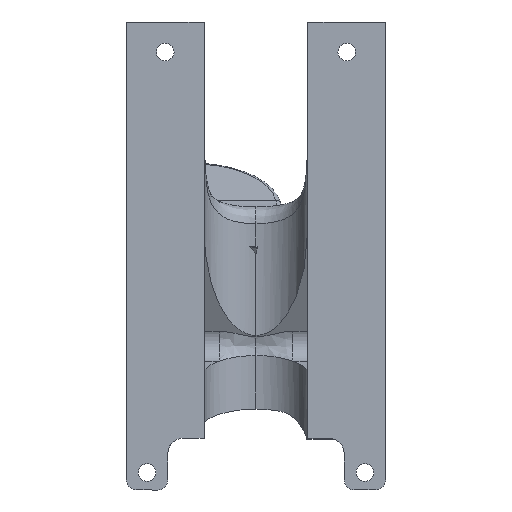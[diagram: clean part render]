
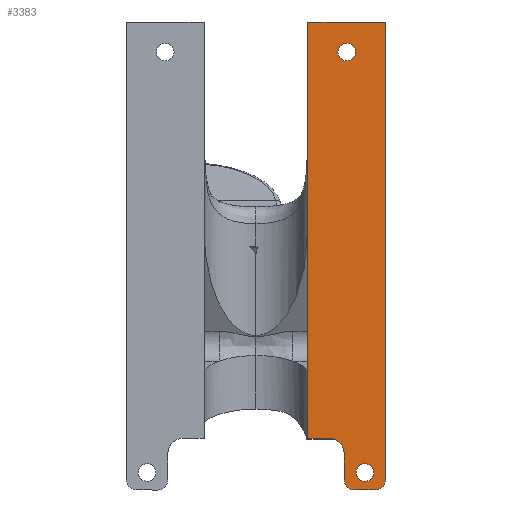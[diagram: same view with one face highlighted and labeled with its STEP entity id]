
A CAD part, front view. The second image highlights one B-rep face of the part: STEP entity #3383.
In plain terms, the highlighted planar face has unit normal (0, -1, 0).
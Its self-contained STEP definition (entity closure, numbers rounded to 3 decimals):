
#1 = DIRECTION ( 'NONE',  ( 0., 1., 0. ) ) ;
#111 = DIRECTION ( 'NONE',  ( 0., 0., 1. ) ) ;
#124 = ORIENTED_EDGE ( 'NONE', *, *, #3933, .F. ) ;
#193 = DIRECTION ( 'NONE',  ( 1., 0., 0. ) ) ;
#233 = ORIENTED_EDGE ( 'NONE', *, *, #842, .T. ) ;
#247 = CIRCLE ( 'NONE', #857, 1.7 ) ;
#267 = CARTESIAN_POINT ( 'NONE',  ( 54., 0., -25.45 ) ) ;
#276 = CARTESIAN_POINT ( 'NONE',  ( 10., 0., 62.813 ) ) ;
#307 = VERTEX_POINT ( 'NONE', #1813 ) ;
#312 = EDGE_LOOP ( 'NONE', ( #3104, #1548 ) ) ;
#503 = ORIENTED_EDGE ( 'NONE', *, *, #3410, .F. ) ;
#523 = EDGE_CURVE ( 'NONE', #307, #2522, #710, .T. ) ;
#527 = LINE ( 'NONE', #3903, #4272 ) ;
#580 = VERTEX_POINT ( 'NONE', #3057 ) ;
#600 = AXIS2_PLACEMENT_3D ( 'NONE', #1755, #3684, #784 ) ;
#640 = AXIS2_PLACEMENT_3D ( 'NONE', #3323, #4539, #4485 ) ;
#693 = DIRECTION ( 'NONE',  ( 1., 0., 0. ) ) ;
#707 = CARTESIAN_POINT ( 'NONE',  ( 52.5, 0., 57.013 ) ) ;
#710 = CIRCLE ( 'NONE', #640, 1.7 ) ;
#721 = CARTESIAN_POINT ( 'NONE',  ( 56., 0., -25.787 ) ) ;
#734 = DIRECTION ( 'NONE',  ( 0., 1., 0. ) ) ;
#784 = DIRECTION ( 'NONE',  ( 1., 0., 0. ) ) ;
#825 = VECTOR ( 'NONE', #1839, 1000. ) ;
#842 = EDGE_CURVE ( 'NONE', #2522, #307, #4395, .T. ) ;
#850 = CARTESIAN_POINT ( 'NONE',  ( 45., 0., 75.013 ) ) ;
#857 = AXIS2_PLACEMENT_3D ( 'NONE', #1056, #4719, #2848 ) ;
#889 = VERTEX_POINT ( 'NONE', #1904 ) ;
#965 = CARTESIAN_POINT ( 'NONE',  ( 54., 0., -27.45 ) ) ;
#987 = DIRECTION ( 'NONE',  ( 0., 1., 0. ) ) ;
#1013 = VECTOR ( 'NONE', #3381, 1000. ) ;
#1014 = LINE ( 'NONE', #4676, #825 ) ;
#1021 = CARTESIAN_POINT ( 'NONE',  ( 60., 0., 62.813 ) ) ;
#1034 = CIRCLE ( 'NONE', #4652, 2. ) ;
#1056 = CARTESIAN_POINT ( 'NONE',  ( 56., 0., -24.087 ) ) ;
#1132 = FACE_BOUND ( 'NONE', #3257, .T. ) ;
#1154 = LINE ( 'NONE', #4024, #1013 ) ;
#1316 = ORIENTED_EDGE ( 'NONE', *, *, #4195, .T. ) ;
#1326 = VERTEX_POINT ( 'NONE', #1452 ) ;
#1349 = CARTESIAN_POINT ( 'NONE',  ( 58., 0., -25.45 ) ) ;
#1436 = CARTESIAN_POINT ( 'NONE',  ( 52., 0., -17.45 ) ) ;
#1452 = CARTESIAN_POINT ( 'NONE',  ( 52., 0., -25.45 ) ) ;
#1468 = AXIS2_PLACEMENT_3D ( 'NONE', #4607, #2715, #4170 ) ;
#1482 = VERTEX_POINT ( 'NONE', #2662 ) ;
#1536 = CIRCLE ( 'NONE', #1468, 1.7 ) ;
#1548 = ORIENTED_EDGE ( 'NONE', *, *, #3062, .F. ) ;
#1636 = VERTEX_POINT ( 'NONE', #3531 ) ;
#1688 = ORIENTED_EDGE ( 'NONE', *, *, #1903, .T. ) ;
#1755 = CARTESIAN_POINT ( 'NONE',  ( 49., 0., -20.45 ) ) ;
#1813 = CARTESIAN_POINT ( 'NONE',  ( 54.2, 0., 57.013 ) ) ;
#1839 = DIRECTION ( 'NONE',  ( 1., 0., 0. ) ) ;
#1855 = DIRECTION ( 'NONE',  ( -1., 0., 0. ) ) ;
#1873 = PLANE ( 'NONE',  #2478 ) ;
#1898 = DIRECTION ( 'NONE',  ( 0., 1., 0. ) ) ;
#1903 = EDGE_CURVE ( 'NONE', #889, #3801, #1014, .T. ) ;
#1904 = CARTESIAN_POINT ( 'NONE',  ( 45., 0., -17.45 ) ) ;
#1925 = DIRECTION ( 'NONE',  ( 0., 0., -1. ) ) ;
#1964 = EDGE_CURVE ( 'NONE', #1636, #3801, #4595, .T. ) ;
#1993 = ORIENTED_EDGE ( 'NONE', *, *, #4309, .F. ) ;
#2050 = CARTESIAN_POINT ( 'NONE',  ( 50.8, 0., 57.013 ) ) ;
#2115 = DIRECTION ( 'NONE',  ( 1., 0., 0. ) ) ;
#2120 = ORIENTED_EDGE ( 'NONE', *, *, #2277, .T. ) ;
#2204 = EDGE_CURVE ( 'NONE', #1482, #3878, #1034, .T. ) ;
#2277 = EDGE_CURVE ( 'NONE', #1636, #1326, #4736, .T. ) ;
#2478 = AXIS2_PLACEMENT_3D ( 'NONE', #3360, #1898, #2997 ) ;
#2522 = VERTEX_POINT ( 'NONE', #2050 ) ;
#2662 = CARTESIAN_POINT ( 'NONE',  ( 60., 0., -25.45 ) ) ;
#2691 = LINE ( 'NONE', #850, #4318 ) ;
#2715 = DIRECTION ( 'NONE',  ( 0., -1., 0. ) ) ;
#2724 = VERTEX_POINT ( 'NONE', #721 ) ;
#2848 = DIRECTION ( 'NONE',  ( 0., 0., -1. ) ) ;
#2896 = VECTOR ( 'NONE', #3690, 1000. ) ;
#2924 = FACE_BOUND ( 'NONE', #312, .T. ) ;
#2997 = DIRECTION ( 'NONE',  ( 1., 0., 0. ) ) ;
#3057 = CARTESIAN_POINT ( 'NONE',  ( 56., 0., -22.387 ) ) ;
#3062 = EDGE_CURVE ( 'NONE', #580, #2724, #1536, .T. ) ;
#3095 = EDGE_CURVE ( 'NONE', #889, #3855, #2691, .T. ) ;
#3104 = ORIENTED_EDGE ( 'NONE', *, *, #3667, .F. ) ;
#3139 = EDGE_LOOP ( 'NONE', ( #3375, #1688, #3803, #2120, #1993, #1316, #3713, #503, #124 ) ) ;
#3161 = VERTEX_POINT ( 'NONE', #1021 ) ;
#3257 = EDGE_LOOP ( 'NONE', ( #3658, #233 ) ) ;
#3275 = VECTOR ( 'NONE', #1925, 1000. ) ;
#3323 = CARTESIAN_POINT ( 'NONE',  ( 52.5, 0., 57.013 ) ) ;
#3360 = CARTESIAN_POINT ( 'NONE',  ( 10., 0., 75.013 ) ) ;
#3375 = ORIENTED_EDGE ( 'NONE', *, *, #3095, .F. ) ;
#3381 = DIRECTION ( 'NONE',  ( 0., 0., -1. ) ) ;
#3383 = ADVANCED_FACE ( 'NONE', ( #1132, #3648, #2924 ), #1873, .F. ) ;
#3410 = EDGE_CURVE ( 'NONE', #3161, #1482, #1154, .T. ) ;
#3531 = CARTESIAN_POINT ( 'NONE',  ( 52., 0., -20.45 ) ) ;
#3648 = FACE_OUTER_BOUND ( 'NONE', #3139, .T. ) ;
#3658 = ORIENTED_EDGE ( 'NONE', *, *, #523, .T. ) ;
#3667 = EDGE_CURVE ( 'NONE', #2724, #580, #247, .T. ) ;
#3684 = DIRECTION ( 'NONE',  ( 0., -1., 0. ) ) ;
#3690 = DIRECTION ( 'NONE',  ( 1., 0., 0. ) ) ;
#3713 = ORIENTED_EDGE ( 'NONE', *, *, #2204, .F. ) ;
#3801 = VERTEX_POINT ( 'NONE', #4582 ) ;
#3803 = ORIENTED_EDGE ( 'NONE', *, *, #1964, .F. ) ;
#3855 = VERTEX_POINT ( 'NONE', #4220 ) ;
#3878 = VERTEX_POINT ( 'NONE', #4145 ) ;
#3903 = CARTESIAN_POINT ( 'NONE',  ( 60., 0., -27.45 ) ) ;
#3933 = EDGE_CURVE ( 'NONE', #3855, #3161, #4398, .T. ) ;
#3970 = AXIS2_PLACEMENT_3D ( 'NONE', #267, #1, #693 ) ;
#4024 = CARTESIAN_POINT ( 'NONE',  ( 60., 0., 75.013 ) ) ;
#4087 = AXIS2_PLACEMENT_3D ( 'NONE', #707, #734, #1855 ) ;
#4145 = CARTESIAN_POINT ( 'NONE',  ( 58., 0., -27.45 ) ) ;
#4170 = DIRECTION ( 'NONE',  ( 0., 0., -1. ) ) ;
#4195 = EDGE_CURVE ( 'NONE', #4254, #3878, #527, .T. ) ;
#4220 = CARTESIAN_POINT ( 'NONE',  ( 45., 0., 62.813 ) ) ;
#4254 = VERTEX_POINT ( 'NONE', #965 ) ;
#4272 = VECTOR ( 'NONE', #193, 1000. ) ;
#4309 = EDGE_CURVE ( 'NONE', #4254, #1326, #4419, .T. ) ;
#4318 = VECTOR ( 'NONE', #111, 1000. ) ;
#4395 = CIRCLE ( 'NONE', #4087, 1.7 ) ;
#4398 = LINE ( 'NONE', #276, #2896 ) ;
#4419 = CIRCLE ( 'NONE', #3970, 2. ) ;
#4485 = DIRECTION ( 'NONE',  ( -1., 0., 0. ) ) ;
#4539 = DIRECTION ( 'NONE',  ( 0., 1., 0. ) ) ;
#4582 = CARTESIAN_POINT ( 'NONE',  ( 49., 0., -17.45 ) ) ;
#4595 = CIRCLE ( 'NONE', #600, 3. ) ;
#4607 = CARTESIAN_POINT ( 'NONE',  ( 56., 0., -24.087 ) ) ;
#4652 = AXIS2_PLACEMENT_3D ( 'NONE', #1349, #987, #2115 ) ;
#4676 = CARTESIAN_POINT ( 'NONE',  ( 10., 0., -17.45 ) ) ;
#4719 = DIRECTION ( 'NONE',  ( 0., -1., 0. ) ) ;
#4736 = LINE ( 'NONE', #1436, #3275 ) ;
